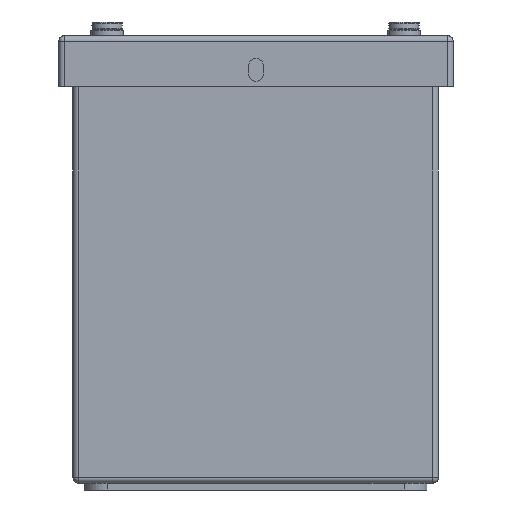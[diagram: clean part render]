
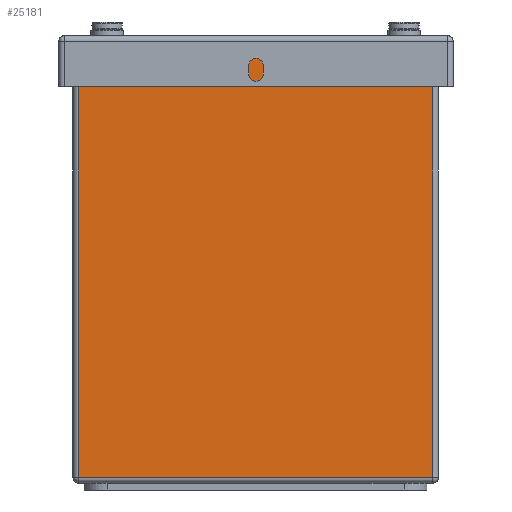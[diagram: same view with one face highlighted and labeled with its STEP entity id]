
A CAD part, left-side view. The second image highlights one B-rep face of the part: STEP entity #25181.
In plain terms, the highlighted planar face has unit normal (-1, 0, 0).
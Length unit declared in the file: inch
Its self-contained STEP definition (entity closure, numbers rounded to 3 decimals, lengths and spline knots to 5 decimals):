
#189 = FACE_OUTER_BOUND ( 'NONE', #26024, .T. ) ;
#1912 = EDGE_CURVE ( 'NONE', #19430, #5824, #18417, .T. ) ;
#1920 = CARTESIAN_POINT ( 'NONE',  ( 0., 4., 4.69 ) ) ;
#2058 = DIRECTION ( 'NONE',  ( 1., 0., 0. ) ) ;
#2520 = PLANE ( 'NONE',  #15152 ) ;
#2604 = EDGE_CURVE ( 'NONE', #5824, #29848, #21061, .T. ) ;
#3765 = CARTESIAN_POINT ( 'NONE',  ( 0., 3.94, 4.69 ) ) ;
#5824 = VERTEX_POINT ( 'NONE', #3765 ) ;
#5980 = CARTESIAN_POINT ( 'NONE',  ( 0., 3.94, 0.06 ) ) ;
#5991 = CARTESIAN_POINT ( 'NONE',  ( 0., 0.06, 4.75 ) ) ;
#6661 = CARTESIAN_POINT ( 'NONE',  ( 0., 0.06, 4.69 ) ) ;
#6993 = CARTESIAN_POINT ( 'NONE',  ( 0., 3.94, 4.75 ) ) ;
#7934 = EDGE_CURVE ( 'NONE', #29848, #24005, #14439, .T. ) ;
#8465 = ORIENTED_EDGE ( 'NONE', *, *, #19964, .T. ) ;
#8937 = ORIENTED_EDGE ( 'NONE', *, *, #7934, .T. ) ;
#9652 = VECTOR ( 'NONE', #30405, 39.37008 ) ;
#10800 = ORIENTED_EDGE ( 'NONE', *, *, #1912, .T. ) ;
#10907 = DIRECTION ( 'NONE',  ( 0., 0., 1. ) ) ;
#12765 = DIRECTION ( 'NONE',  ( 0., -1., 0. ) ) ;
#14439 = LINE ( 'NONE', #28529, #28680 ) ;
#15152 = AXIS2_PLACEMENT_3D ( 'NONE', #23207, #2058, #18978 ) ;
#18417 = LINE ( 'NONE', #1920, #24518 ) ;
#18527 = VECTOR ( 'NONE', #10907, 39.37008 ) ;
#18978 = DIRECTION ( 'NONE',  ( 0., 0., 1. ) ) ;
#19430 = VERTEX_POINT ( 'NONE', #6661 ) ;
#19964 = EDGE_CURVE ( 'NONE', #24005, #19430, #27178, .T. ) ;
#21061 = LINE ( 'NONE', #6993, #9652 ) ;
#23207 = CARTESIAN_POINT ( 'NONE',  ( 0., 4., 4.75 ) ) ;
#24005 = VERTEX_POINT ( 'NONE', #29162 ) ;
#24518 = VECTOR ( 'NONE', #27864, 39.37008 ) ;
#25181 = ADVANCED_FACE ( 'NONE', ( #189 ), #2520, .F. ) ;
#26024 = EDGE_LOOP ( 'NONE', ( #10800, #28334, #8937, #8465 ) ) ;
#27178 = LINE ( 'NONE', #5991, #18527 ) ;
#27864 = DIRECTION ( 'NONE',  ( 0., 1., 0. ) ) ;
#28334 = ORIENTED_EDGE ( 'NONE', *, *, #2604, .T. ) ;
#28529 = CARTESIAN_POINT ( 'NONE',  ( 0., 4., 0.06 ) ) ;
#28680 = VECTOR ( 'NONE', #12765, 39.37008 ) ;
#29162 = CARTESIAN_POINT ( 'NONE',  ( 0., 0.06, 0.06 ) ) ;
#29848 = VERTEX_POINT ( 'NONE', #5980 ) ;
#30405 = DIRECTION ( 'NONE',  ( 0., 0., -1. ) ) ;
